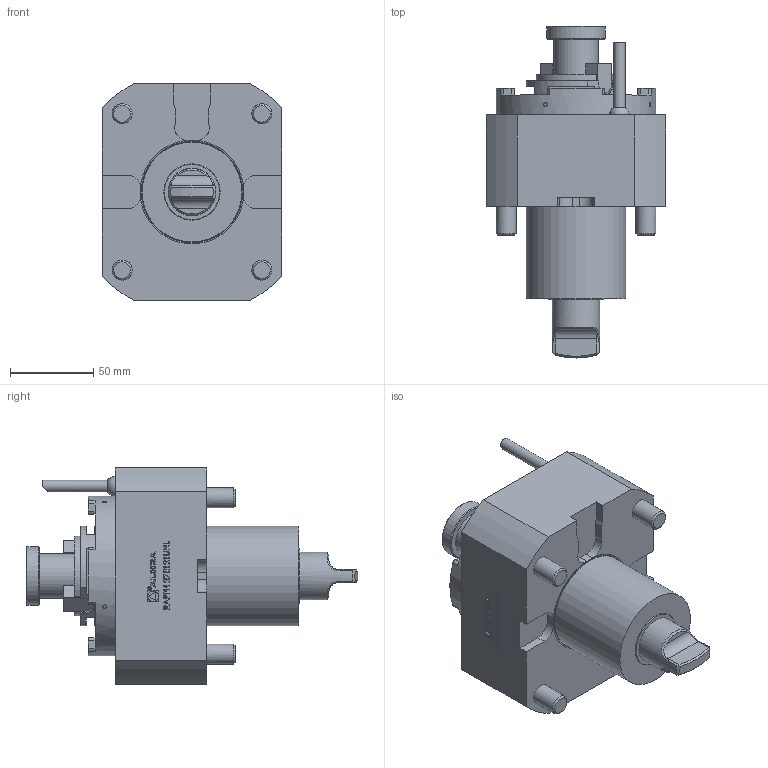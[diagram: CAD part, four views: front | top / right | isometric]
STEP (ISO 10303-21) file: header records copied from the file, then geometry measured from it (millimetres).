
FILE_DESCRIPTION (( 'STEP AP214' ), '1' );
FILE_NAME ('RAPFH27E121UNL.STEP', '2025-08-29T13:41:33', ( '' ), ( '' ), 'SwSTEP 2.0', 'SolidWorks 2023', '' );
FILE_SCHEMA (( 'AUTOMOTIVE_DESIGN' ));
Length unit declared in the file: millimetre
Products named in the file (1): RAPFH27E121UNL
Bounding box: 108 x 199.5 x 130 mm (x, y, z)
Volume: 1058923 mm3; surface area: 81494.4 mm2
Topology: 1 solids, 1 shells, 502 faces, 1322 edges, 872 vertices
Faces by surface type: plane 341, cylinder 93, bspline 41, cone 25, torus 1, sphere 1
Full cylindrical faces by diameter (mm): 1.7 x1, 2.1 x1, 4 x1, 6.366 x1, 7 x1, 12 x4, 27 x1, 28.5 x1, 35 x1, 60 x2, 96 x1
Entity records: 21937 total; most frequent: CARTESIAN_POINT 6863, ORIENTED_EDGE 2556, DIRECTION 2286, EDGE_CURVE 1278, LINE 926, VECTOR 926, VERTEX_POINT 855, AXIS2_PLACEMENT_3D 680
